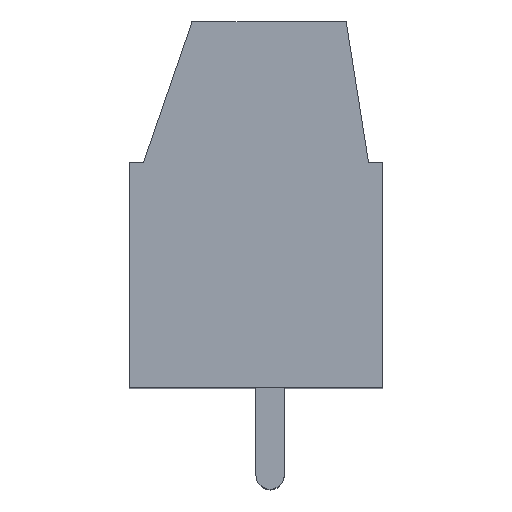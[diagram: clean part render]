
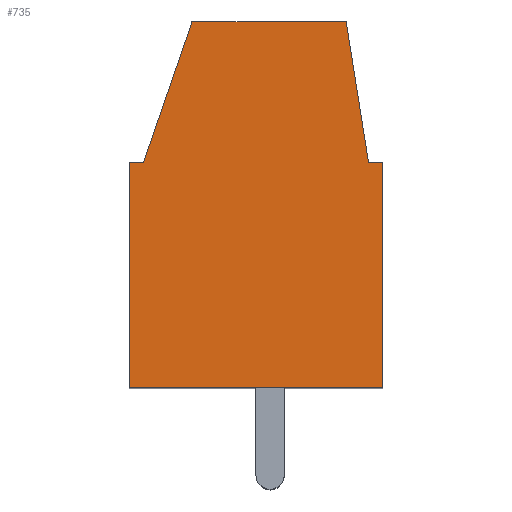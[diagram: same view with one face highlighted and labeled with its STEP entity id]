
A CAD part, top view. The second image highlights one B-rep face of the part: STEP entity #735.
In plain terms, the highlighted planar face has unit normal (0, 0, 1).
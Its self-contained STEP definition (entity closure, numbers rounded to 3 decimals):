
#735 = ADVANCED_FACE( '', ( #1618 ), #1619, .T. );
#1618 = FACE_OUTER_BOUND( '', #2662, .T. );
#1619 = PLANE( '', #2663 );
#2662 = EDGE_LOOP( '', ( #4751, #4752, #4753, #4754, #4755, #4756, #4757, #4758 ) );
#2663 = AXIS2_PLACEMENT_3D( '', #4759, #4760, #4761 );
#4751 = ORIENTED_EDGE( '', *, *, #7487, .F. );
#4752 = ORIENTED_EDGE( '', *, *, #6916, .T. );
#4753 = ORIENTED_EDGE( '', *, *, #7488, .F. );
#4754 = ORIENTED_EDGE( '', *, *, #7284, .F. );
#4755 = ORIENTED_EDGE( '', *, *, #7489, .T. );
#4756 = ORIENTED_EDGE( '', *, *, #7490, .T. );
#4757 = ORIENTED_EDGE( '', *, *, #7393, .F. );
#4758 = ORIENTED_EDGE( '', *, *, #7491, .T. );
#4759 = CARTESIAN_POINT( '', ( -78.426, -26.995, 0. ) );
#4760 = DIRECTION( '', ( 0., 0., 1. ) );
#4761 = DIRECTION( '', ( 1., 0., 0. ) );
#6916 = EDGE_CURVE( '', #8509, #8510, #8511, .T. );
#7284 = EDGE_CURVE( '', #9115, #9116, #9117, .T. );
#7393 = EDGE_CURVE( '', #9279, #9280, #9281, .T. );
#7487 = EDGE_CURVE( '', #8509, #9418, #9419, .T. );
#7488 = EDGE_CURVE( '', #9116, #8510, #9420, .T. );
#7489 = EDGE_CURVE( '', #9115, #9421, #9422, .T. );
#7490 = EDGE_CURVE( '', #9421, #9280, #9423, .T. );
#7491 = EDGE_CURVE( '', #9279, #9418, #9424, .T. );
#8509 = VERTEX_POINT( '', #10756 );
#8510 = VERTEX_POINT( '', #10757 );
#8511 = LINE( '', #10758, #10759 );
#9115 = VERTEX_POINT( '', #11620 );
#9116 = VERTEX_POINT( '', #11621 );
#9117 = LINE( '', #11622, #11623 );
#9279 = VERTEX_POINT( '', #11852 );
#9280 = VERTEX_POINT( '', #11853 );
#9281 = LINE( '', #11854, #11855 );
#9418 = VERTEX_POINT( '', #12060 );
#9419 = LINE( '', #12061, #12062 );
#9420 = LINE( '', #12063, #12064 );
#9421 = VERTEX_POINT( '', #12065 );
#9422 = LINE( '', #12066, #12067 );
#9423 = LINE( '', #12068, #12069 );
#9424 = LINE( '', #12070, #12071 );
#10756 = CARTESIAN_POINT( '', ( -6.778, 13., 0. ) );
#10757 = CARTESIAN_POINT( '', ( -8.5, 8., 0. ) );
#10758 = CARTESIAN_POINT( '', ( -6.778, 13., 0. ) );
#10759 = VECTOR( '', #13234, 1000. );
#11620 = CARTESIAN_POINT( '', ( -9., 0., 0. ) );
#11621 = CARTESIAN_POINT( '', ( -9., 8., 0. ) );
#11622 = CARTESIAN_POINT( '', ( -9., 0., 0. ) );
#11623 = VECTOR( '', #13651, 1000. );
#11852 = CARTESIAN_POINT( '', ( -0.5, 8., 0. ) );
#11853 = CARTESIAN_POINT( '', ( 0., 8., 0. ) );
#11854 = CARTESIAN_POINT( '', ( -0.5, 8., 0. ) );
#11855 = VECTOR( '', #13770, 1000. );
#12060 = CARTESIAN_POINT( '', ( -1.292, 13., 0. ) );
#12061 = CARTESIAN_POINT( '', ( -6.778, 13., 0. ) );
#12062 = VECTOR( '', #13869, 1000. );
#12063 = CARTESIAN_POINT( '', ( -9., 8., 0. ) );
#12064 = VECTOR( '', #13870, 1000. );
#12065 = CARTESIAN_POINT( '', ( 0., 0., 0. ) );
#12066 = CARTESIAN_POINT( '', ( -9., 0., 0. ) );
#12067 = VECTOR( '', #13871, 1000. );
#12068 = CARTESIAN_POINT( '', ( 0., 0., 0. ) );
#12069 = VECTOR( '', #13872, 1000. );
#12070 = CARTESIAN_POINT( '', ( -0.5, 8., 0. ) );
#12071 = VECTOR( '', #13873, 1000. );
#13234 = DIRECTION( '', ( -0.326, -0.946, 0. ) );
#13651 = DIRECTION( '', ( 0., 1., 0. ) );
#13770 = DIRECTION( '', ( 1., 0., 0. ) );
#13869 = DIRECTION( '', ( 1., 0., 0. ) );
#13870 = DIRECTION( '', ( 1., 0., 0. ) );
#13871 = DIRECTION( '', ( 1., 0., 0. ) );
#13872 = DIRECTION( '', ( 0., 1., 0. ) );
#13873 = DIRECTION( '', ( -0.156, 0.988, 0. ) );
